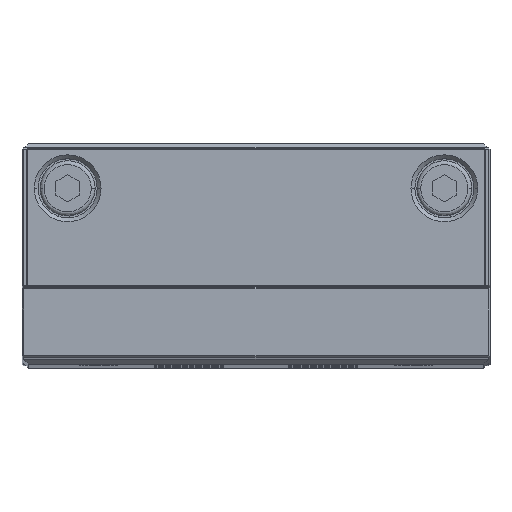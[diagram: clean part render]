
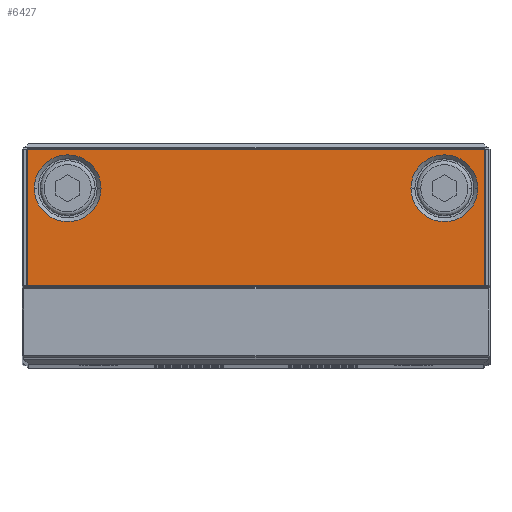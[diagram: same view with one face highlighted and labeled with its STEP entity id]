
A CAD part, top view. The second image highlights one B-rep face of the part: STEP entity #6427.
In plain terms, the highlighted planar face has unit normal (0, 0, 1).
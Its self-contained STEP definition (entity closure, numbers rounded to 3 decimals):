
#4561=FACE_BOUND('',#10064,.T.);
#4562=FACE_BOUND('',#10065,.T.);
#4563=FACE_BOUND('',#10066,.T.);
#4958=PLANE('',#35309);
#6427=ADVANCED_FACE('',(#4561,#4562,#4563),#4958,.T.);
#10064=EDGE_LOOP('',(#18307,#18308,#18309,#18310));
#10065=EDGE_LOOP('',(#18311,#18312));
#10066=EDGE_LOOP('',(#18313,#18314));
#12133=LINE('',#46350,#15170);
#12134=LINE('',#46353,#15171);
#12135=LINE('',#46355,#15172);
#12136=LINE('',#46357,#15173);
#15170=VECTOR('',#38056,1.);
#15171=VECTOR('',#38057,1.);
#15172=VECTOR('',#38058,1.);
#15173=VECTOR('',#38059,1.);
#18307=ORIENTED_EDGE('',*,*,#29889,.T.);
#18308=ORIENTED_EDGE('',*,*,#29890,.T.);
#18309=ORIENTED_EDGE('',*,*,#29891,.T.);
#18310=ORIENTED_EDGE('',*,*,#29892,.T.);
#18311=ORIENTED_EDGE('',*,*,#29815,.T.);
#18312=ORIENTED_EDGE('',*,*,#29888,.T.);
#18313=ORIENTED_EDGE('',*,*,#29819,.T.);
#18314=ORIENTED_EDGE('',*,*,#29887,.T.);
#26991=VERTEX_POINT('',#46196);
#26992=VERTEX_POINT('',#46198);
#26995=VERTEX_POINT('',#46205);
#26996=VERTEX_POINT('',#46207);
#27037=VERTEX_POINT('',#46351);
#27038=VERTEX_POINT('',#46352);
#27039=VERTEX_POINT('',#46354);
#27040=VERTEX_POINT('',#46356);
#29815=EDGE_CURVE('',#26992,#26991,#34229,.T.);
#29819=EDGE_CURVE('',#26996,#26995,#34231,.T.);
#29887=EDGE_CURVE('',#26995,#26996,#34254,.T.);
#29888=EDGE_CURVE('',#26991,#26992,#34255,.T.);
#29889=EDGE_CURVE('',#27037,#27038,#12133,.T.);
#29890=EDGE_CURVE('',#27038,#27039,#12134,.T.);
#29891=EDGE_CURVE('',#27039,#27040,#12135,.T.);
#29892=EDGE_CURVE('',#27040,#27037,#12136,.T.);
#34229=CIRCLE('',#35248,4.25);
#34231=CIRCLE('',#35251,4.25);
#34254=CIRCLE('',#35305,4.25);
#34255=CIRCLE('',#35307,4.25);
#35248=AXIS2_PLACEMENT_3D('',#46197,#37887,#37888);
#35251=AXIS2_PLACEMENT_3D('',#46206,#37895,#37896);
#35305=AXIS2_PLACEMENT_3D('',#46346,#38048,#38049);
#35307=AXIS2_PLACEMENT_3D('',#46348,#38052,#38053);
#35309=AXIS2_PLACEMENT_3D('',#46358,#38060,#38061);
#37887=DIRECTION('',(0.,0.,-1.));
#37888=DIRECTION('',(1.,0.,0.));
#37895=DIRECTION('',(0.,0.,-1.));
#37896=DIRECTION('',(1.,0.,0.));
#38048=DIRECTION('',(0.,0.,-1.));
#38049=DIRECTION('',(1.,0.,0.));
#38052=DIRECTION('',(0.,0.,-1.));
#38053=DIRECTION('',(1.,0.,0.));
#38056=DIRECTION('',(0.,-1.,0.));
#38057=DIRECTION('',(1.,0.,0.));
#38058=DIRECTION('',(0.,1.,0.));
#38059=DIRECTION('',(-1.,0.,0.));
#38060=DIRECTION('',(0.,0.,1.));
#38061=DIRECTION('',(-1.,0.,0.));
#46196=CARTESIAN_POINT('',(19.7,22.2,233.));
#46197=CARTESIAN_POINT('',(23.95,22.2,233.));
#46198=CARTESIAN_POINT('',(28.2,22.2,233.));
#46205=CARTESIAN_POINT('',(-28.2,22.2,233.));
#46206=CARTESIAN_POINT('',(-23.95,22.2,233.));
#46207=CARTESIAN_POINT('',(-19.7,22.2,233.));
#46346=CARTESIAN_POINT('',(-23.95,22.2,233.));
#46348=CARTESIAN_POINT('',(23.95,22.2,233.));
#46350=CARTESIAN_POINT('',(-29.1,9.7,233.));
#46351=CARTESIAN_POINT('',(-29.1,27.1,233.));
#46352=CARTESIAN_POINT('',(-29.1,9.8,233.));
#46353=CARTESIAN_POINT('',(29.2,9.8,233.));
#46354=CARTESIAN_POINT('',(29.1,9.8,233.));
#46355=CARTESIAN_POINT('',(29.1,27.2,233.));
#46356=CARTESIAN_POINT('',(29.1,27.1,233.));
#46357=CARTESIAN_POINT('',(-29.2,27.1,233.));
#46358=CARTESIAN_POINT('',(-29.2,9.7,233.));
